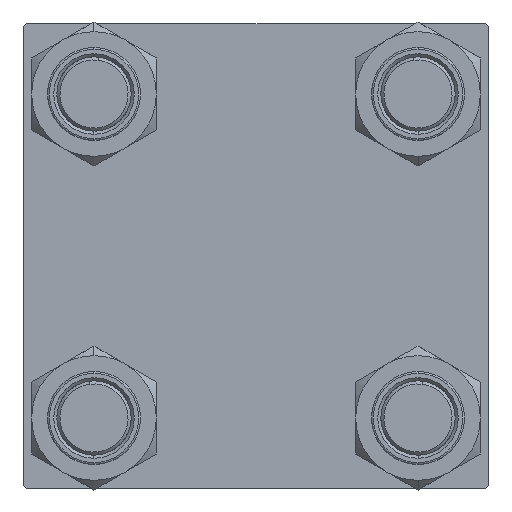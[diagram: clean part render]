
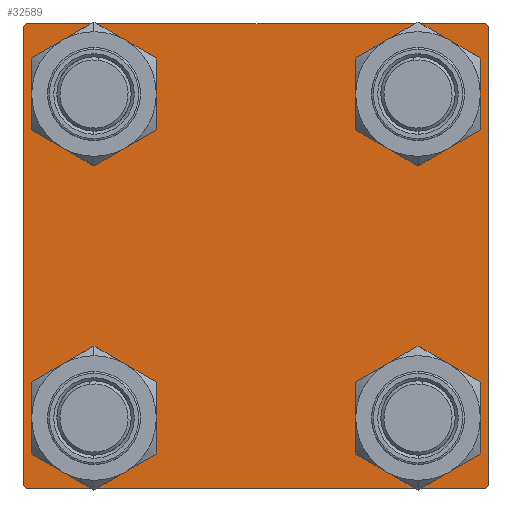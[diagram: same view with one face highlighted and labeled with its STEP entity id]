
A CAD part, left-side view. The second image highlights one B-rep face of the part: STEP entity #32589.
In plain terms, the highlighted planar face has unit normal (-1, 0, 0).
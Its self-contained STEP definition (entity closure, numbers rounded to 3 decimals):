
#415 = CARTESIAN_POINT ( 'NONE',  ( 0., -26.15, 19.65 ) ) ;
#886 = DIRECTION ( 'NONE',  ( 0., -1., 0. ) ) ;
#1006 = ORIENTED_EDGE ( 'NONE', *, *, #35203, .T. ) ;
#1766 = CARTESIAN_POINT ( 'NONE',  ( 0., 37.25, 37.25 ) ) ;
#2261 = LINE ( 'NONE', #1766, #16158 ) ;
#3316 = FACE_BOUND ( 'NONE', #9023, .T. ) ;
#3452 = CARTESIAN_POINT ( 'NONE',  ( 0., -37., -37.5 ) ) ;
#3567 = FACE_OUTER_BOUND ( 'NONE', #11094, .T. ) ;
#4063 = CARTESIAN_POINT ( 'NONE',  ( 0., -37.5, -37. ) ) ;
#4494 = ORIENTED_EDGE ( 'NONE', *, *, #18857, .T. ) ;
#4640 = EDGE_CURVE ( 'NONE', #39092, #17897, #44401, .T. ) ;
#4689 = ORIENTED_EDGE ( 'NONE', *, *, #22519, .F. ) ;
#4704 = LINE ( 'NONE', #17176, #5074 ) ;
#4717 = CARTESIAN_POINT ( 'NONE',  ( 0., 26.15, 19.65 ) ) ;
#4917 = ORIENTED_EDGE ( 'NONE', *, *, #45278, .T. ) ;
#4999 = CIRCLE ( 'NONE', #33489, 6.5 ) ;
#5012 = CARTESIAN_POINT ( 'NONE',  ( 0., 26.15, -26.15 ) ) ;
#5074 = VECTOR ( 'NONE', #886, 1000. ) ;
#5469 = EDGE_CURVE ( 'NONE', #35484, #43868, #15353, .T. ) ;
#5610 = LINE ( 'NONE', #37463, #46199 ) ;
#5713 = LINE ( 'NONE', #12867, #7306 ) ;
#6266 = CIRCLE ( 'NONE', #39630, 6.5 ) ;
#6820 = ORIENTED_EDGE ( 'NONE', *, *, #8083, .T. ) ;
#6889 = LINE ( 'NONE', #49206, #30854 ) ;
#6938 = CARTESIAN_POINT ( 'NONE',  ( 0., -26.15, 26.15 ) ) ;
#7306 = VECTOR ( 'NONE', #44211, 1000. ) ;
#7717 = DIRECTION ( 'NONE',  ( 1., 0., 0. ) ) ;
#8083 = EDGE_CURVE ( 'NONE', #31980, #14109, #6266, .T. ) ;
#8321 = DIRECTION ( 'NONE',  ( -1., 0., 0. ) ) ;
#9023 = EDGE_LOOP ( 'NONE', ( #6820, #4917 ) ) ;
#9413 = CARTESIAN_POINT ( 'NONE',  ( 0., 37., 37.5 ) ) ;
#9624 = AXIS2_PLACEMENT_3D ( 'NONE', #23976, #43355, #35453 ) ;
#9839 = AXIS2_PLACEMENT_3D ( 'NONE', #5012, #41689, #33289 ) ;
#11094 = EDGE_LOOP ( 'NONE', ( #4494, #43005, #20792, #30707, #41500, #30220, #4689, #17833 ) ) ;
#11353 = AXIS2_PLACEMENT_3D ( 'NONE', #14839, #30387, #45955 ) ;
#11530 = DIRECTION ( 'NONE',  ( 0., 0., -1. ) ) ;
#12141 = CIRCLE ( 'NONE', #11353, 6.5 ) ;
#12867 = CARTESIAN_POINT ( 'NONE',  ( 0., 37.5, 37.5 ) ) ;
#13007 = VERTEX_POINT ( 'NONE', #19014 ) ;
#13078 = AXIS2_PLACEMENT_3D ( 'NONE', #18667, #7717, #30911 ) ;
#13358 = EDGE_CURVE ( 'NONE', #19379, #34858, #2261, .T. ) ;
#14109 = VERTEX_POINT ( 'NONE', #31196 ) ;
#14161 = CARTESIAN_POINT ( 'NONE',  ( 0., 37.5, 37. ) ) ;
#14206 = DIRECTION ( 'NONE',  ( 0., 0., 1. ) ) ;
#14513 = PLANE ( 'NONE',  #41239 ) ;
#14839 = CARTESIAN_POINT ( 'NONE',  ( 0., 26.15, -26.15 ) ) ;
#15350 = ORIENTED_EDGE ( 'NONE', *, *, #49228, .T. ) ;
#15353 = LINE ( 'NONE', #30904, #43642 ) ;
#15949 = CARTESIAN_POINT ( 'NONE',  ( 0., -26.15, -19.65 ) ) ;
#16158 = VECTOR ( 'NONE', #21132, 1000. ) ;
#16332 = DIRECTION ( 'NONE',  ( 0., 0., 1. ) ) ;
#16980 = ORIENTED_EDGE ( 'NONE', *, *, #49469, .T. ) ;
#17176 = CARTESIAN_POINT ( 'NONE',  ( 0., 37.5, 37.5 ) ) ;
#17347 = EDGE_CURVE ( 'NONE', #34925, #45533, #37508, .T. ) ;
#17379 = VERTEX_POINT ( 'NONE', #46944 ) ;
#17833 = ORIENTED_EDGE ( 'NONE', *, *, #13358, .T. ) ;
#17897 = VERTEX_POINT ( 'NONE', #415 ) ;
#18667 = CARTESIAN_POINT ( 'NONE',  ( 0., 26.15, 26.15 ) ) ;
#18857 = EDGE_CURVE ( 'NONE', #34858, #37538, #5713, .T. ) ;
#19014 = CARTESIAN_POINT ( 'NONE',  ( 0., 26.15, 32.65 ) ) ;
#19108 = CARTESIAN_POINT ( 'NONE',  ( 0., 0., 0. ) ) ;
#19296 = CARTESIAN_POINT ( 'NONE',  ( 0., -26.15, -26.15 ) ) ;
#19379 = VERTEX_POINT ( 'NONE', #9413 ) ;
#20312 = AXIS2_PLACEMENT_3D ( 'NONE', #28937, #35858, #44496 ) ;
#20792 = ORIENTED_EDGE ( 'NONE', *, *, #17347, .T. ) ;
#21132 = DIRECTION ( 'NONE',  ( 0., 0.707, -0.707 ) ) ;
#21275 = EDGE_LOOP ( 'NONE', ( #16980, #28603 ) ) ;
#22477 = DIRECTION ( 'NONE',  ( 1., 0., 0. ) ) ;
#22519 = EDGE_CURVE ( 'NONE', #19379, #17379, #4704, .T. ) ;
#22726 = ORIENTED_EDGE ( 'NONE', *, *, #49885, .T. ) ;
#23556 = VECTOR ( 'NONE', #46194, 1000. ) ;
#23976 = CARTESIAN_POINT ( 'NONE',  ( 0., 26.15, 26.15 ) ) ;
#25647 = EDGE_LOOP ( 'NONE', ( #1006, #15350 ) ) ;
#25807 = CARTESIAN_POINT ( 'NONE',  ( 0., -37.25, 37.25 ) ) ;
#26249 = FACE_BOUND ( 'NONE', #49601, .T. ) ;
#26430 = EDGE_CURVE ( 'NONE', #35484, #17379, #37531, .T. ) ;
#28603 = ORIENTED_EDGE ( 'NONE', *, *, #44518, .T. ) ;
#28937 = CARTESIAN_POINT ( 'NONE',  ( 0., -26.15, -26.15 ) ) ;
#29052 = DIRECTION ( 'NONE',  ( 0., -0.707, 0.707 ) ) ;
#29753 = CARTESIAN_POINT ( 'NONE',  ( 0., 37.5, -37. ) ) ;
#29871 = CARTESIAN_POINT ( 'NONE',  ( 0., 26.15, -19.65 ) ) ;
#30220 = ORIENTED_EDGE ( 'NONE', *, *, #26430, .T. ) ;
#30387 = DIRECTION ( 'NONE',  ( 1., 0., 0. ) ) ;
#30622 = CARTESIAN_POINT ( 'NONE',  ( 0., 37.5, -37.5 ) ) ;
#30707 = ORIENTED_EDGE ( 'NONE', *, *, #32404, .T. ) ;
#30854 = VECTOR ( 'NONE', #33404, 1000. ) ;
#30904 = CARTESIAN_POINT ( 'NONE',  ( 0., -37.5, 37.5 ) ) ;
#30911 = DIRECTION ( 'NONE',  ( 0., 0., 1. ) ) ;
#31196 = CARTESIAN_POINT ( 'NONE',  ( 0., -26.15, -32.65 ) ) ;
#31972 = CARTESIAN_POINT ( 'NONE',  ( 0., 37., -37.5 ) ) ;
#31980 = VERTEX_POINT ( 'NONE', #15949 ) ;
#32404 = EDGE_CURVE ( 'NONE', #45533, #43868, #5610, .T. ) ;
#32589 = ADVANCED_FACE ( 'NONE', ( #26249, #3316, #49197, #33887, #3567 ), #14513, .T. ) ;
#33289 = DIRECTION ( 'NONE',  ( 0., 0., 1. ) ) ;
#33404 = DIRECTION ( 'NONE',  ( 0., -0.707, -0.707 ) ) ;
#33489 = AXIS2_PLACEMENT_3D ( 'NONE', #47539, #36547, #35807 ) ;
#33887 = FACE_BOUND ( 'NONE', #25647, .T. ) ;
#33961 = DIRECTION ( 'NONE',  ( 0., 0.707, 0.707 ) ) ;
#34274 = CIRCLE ( 'NONE', #9839, 6.5 ) ;
#34858 = VERTEX_POINT ( 'NONE', #14161 ) ;
#34859 = DIRECTION ( 'NONE',  ( 1., 0., 0. ) ) ;
#34925 = VERTEX_POINT ( 'NONE', #31972 ) ;
#35203 = EDGE_CURVE ( 'NONE', #13007, #42893, #47105, .T. ) ;
#35453 = DIRECTION ( 'NONE',  ( 0., 0., 1. ) ) ;
#35484 = VERTEX_POINT ( 'NONE', #39960 ) ;
#35807 = DIRECTION ( 'NONE',  ( 0., 0., 1. ) ) ;
#35858 = DIRECTION ( 'NONE',  ( 1., 0., 0. ) ) ;
#36275 = AXIS2_PLACEMENT_3D ( 'NONE', #6938, #22477, #16332 ) ;
#36547 = DIRECTION ( 'NONE',  ( 1., 0., 0. ) ) ;
#37463 = CARTESIAN_POINT ( 'NONE',  ( 0., -37.25, -37.25 ) ) ;
#37508 = LINE ( 'NONE', #30622, #23556 ) ;
#37531 = LINE ( 'NONE', #25807, #50005 ) ;
#37538 = VERTEX_POINT ( 'NONE', #29753 ) ;
#39092 = VERTEX_POINT ( 'NONE', #50160 ) ;
#39630 = AXIS2_PLACEMENT_3D ( 'NONE', #19296, #34859, #14206 ) ;
#39960 = CARTESIAN_POINT ( 'NONE',  ( 0., -37.5, 37. ) ) ;
#41239 = AXIS2_PLACEMENT_3D ( 'NONE', #19108, #8321, #43243 ) ;
#41500 = ORIENTED_EDGE ( 'NONE', *, *, #5469, .F. ) ;
#41689 = DIRECTION ( 'NONE',  ( 1., 0., 0. ) ) ;
#42879 = CARTESIAN_POINT ( 'NONE',  ( 0., 26.15, -32.65 ) ) ;
#42893 = VERTEX_POINT ( 'NONE', #4717 ) ;
#43005 = ORIENTED_EDGE ( 'NONE', *, *, #44747, .T. ) ;
#43243 = DIRECTION ( 'NONE',  ( 0., 0., 1. ) ) ;
#43355 = DIRECTION ( 'NONE',  ( 1., 0., 0. ) ) ;
#43642 = VECTOR ( 'NONE', #11530, 1000. ) ;
#43868 = VERTEX_POINT ( 'NONE', #4063 ) ;
#44211 = DIRECTION ( 'NONE',  ( 0., 0., -1. ) ) ;
#44401 = CIRCLE ( 'NONE', #36275, 6.5 ) ;
#44425 = VERTEX_POINT ( 'NONE', #29871 ) ;
#44496 = DIRECTION ( 'NONE',  ( 0., 0., 1. ) ) ;
#44518 = EDGE_CURVE ( 'NONE', #45804, #44425, #12141, .T. ) ;
#44747 = EDGE_CURVE ( 'NONE', #37538, #34925, #6889, .T. ) ;
#45278 = EDGE_CURVE ( 'NONE', #14109, #31980, #48818, .T. ) ;
#45533 = VERTEX_POINT ( 'NONE', #3452 ) ;
#45663 = CIRCLE ( 'NONE', #13078, 6.5 ) ;
#45804 = VERTEX_POINT ( 'NONE', #42879 ) ;
#45955 = DIRECTION ( 'NONE',  ( 0., 0., 1. ) ) ;
#46194 = DIRECTION ( 'NONE',  ( 0., -1., 0. ) ) ;
#46199 = VECTOR ( 'NONE', #29052, 1000. ) ;
#46944 = CARTESIAN_POINT ( 'NONE',  ( 0., -37., 37.5 ) ) ;
#47105 = CIRCLE ( 'NONE', #9624, 6.5 ) ;
#47539 = CARTESIAN_POINT ( 'NONE',  ( 0., -26.15, 26.15 ) ) ;
#48818 = CIRCLE ( 'NONE', #20312, 6.5 ) ;
#49010 = ORIENTED_EDGE ( 'NONE', *, *, #4640, .T. ) ;
#49197 = FACE_BOUND ( 'NONE', #21275, .T. ) ;
#49206 = CARTESIAN_POINT ( 'NONE',  ( 0., 37.25, -37.25 ) ) ;
#49228 = EDGE_CURVE ( 'NONE', #42893, #13007, #45663, .T. ) ;
#49469 = EDGE_CURVE ( 'NONE', #44425, #45804, #34274, .T. ) ;
#49601 = EDGE_LOOP ( 'NONE', ( #49010, #22726 ) ) ;
#49885 = EDGE_CURVE ( 'NONE', #17897, #39092, #4999, .T. ) ;
#50005 = VECTOR ( 'NONE', #33961, 1000. ) ;
#50160 = CARTESIAN_POINT ( 'NONE',  ( 0., -26.15, 32.65 ) ) ;
